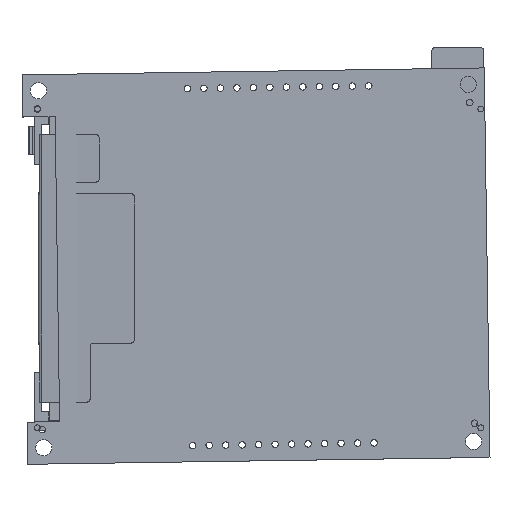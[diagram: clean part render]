
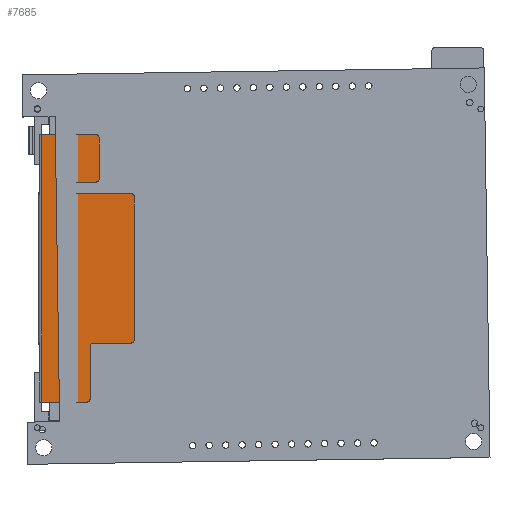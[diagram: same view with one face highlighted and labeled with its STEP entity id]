
A CAD part, top view. The second image highlights one B-rep face of the part: STEP entity #7685.
In plain terms, the highlighted planar face has unit normal (-0.052, 0, 0.999).
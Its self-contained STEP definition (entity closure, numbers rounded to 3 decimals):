
#6931=DIRECTION('',(0.999,0.,0.052));
#6932=VECTOR('',#6931,6.941);
#6933=CARTESIAN_POINT('',(-33.481,-20.6,0.704));
#6934=LINE('',#6933,#6932);
#7021=DIRECTION('',(0.999,0.,0.052));
#7022=VECTOR('',#7021,8.343);
#7023=CARTESIAN_POINT('',(-33.481,20.6,0.704));
#7024=LINE('',#7023,#7022);
#7052=CARTESIAN_POINT('',(-29.15,12.8,0.931));
#7053=CARTESIAN_POINT('',(-29.15,12.967,0.931));
#7054=CARTESIAN_POINT('',(-29.024,13.174,
0.938));
#7055=CARTESIAN_POINT('',(-28.817,13.3,0.949));
#7056=CARTESIAN_POINT('',(-28.65,13.3,0.957));
#7072=CARTESIAN_POINT('',(-28.65,11.5,0.957));
#7073=CARTESIAN_POINT('',(-28.817,11.5,0.949));
#7074=CARTESIAN_POINT('',(-29.024,11.626,
0.938));
#7075=CARTESIAN_POINT('',(-29.15,11.833,0.931));
#7076=CARTESIAN_POINT('',(-29.15,12.,0.931));
#7086=CARTESIAN_POINT('',(-26.55,-20.6,1.067));
#7087=CARTESIAN_POINT('',(-26.383,-20.6,1.076));
#7088=CARTESIAN_POINT('',(-26.176,-20.474,
1.087));
#7089=CARTESIAN_POINT('',(-26.05,-20.267,1.094));
#7090=CARTESIAN_POINT('',(-26.05,-20.1,1.094));
#7092=DIRECTION('',(0.,-1.,0.));
#7093=VECTOR('',#7092,41.2);
#7094=CARTESIAN_POINT('',(-33.481,20.6,0.704));
#7095=LINE('',#7094,#7093);
#7096=CARTESIAN_POINT('',(-24.65,20.1,1.167));
#7097=CARTESIAN_POINT('',(-24.65,20.267,1.167));
#7098=CARTESIAN_POINT('',(-24.776,20.474,1.16));
#7099=CARTESIAN_POINT('',(-24.983,20.6,1.15));
#7100=CARTESIAN_POINT('',(-25.15,20.6,1.141));
#7102=DIRECTION('',(0.,-1.,0.));
#7103=VECTOR('',#7102,6.3);
#7104=CARTESIAN_POINT('',(-24.65,20.1,1.167));
#7105=LINE('',#7104,#7103);
#7106=CARTESIAN_POINT('',(-25.15,13.3,1.141));
#7107=CARTESIAN_POINT('',(-24.983,13.3,1.15));
#7108=CARTESIAN_POINT('',(-24.776,13.426,1.16));
#7109=CARTESIAN_POINT('',(-24.65,13.633,1.167));
#7110=CARTESIAN_POINT('',(-24.65,13.8,1.167));
#7112=DIRECTION('',(0.999,0.,0.052));
#7113=VECTOR('',#7112,3.505);
#7114=CARTESIAN_POINT('',(-28.65,13.3,0.957));
#7115=LINE('',#7114,#7113);
#7116=DIRECTION('',(0.,1.,0.));
#7117=VECTOR('',#7116,0.8);
#7118=CARTESIAN_POINT('',(-29.15,12.,0.931));
#7119=LINE('',#7118,#7117);
#7120=DIRECTION('',(-0.999,0.,-0.052));
#7121=VECTOR('',#7120,8.912);
#7122=CARTESIAN_POINT('',(-19.75,11.5,1.424));
#7123=LINE('',#7122,#7121);
#7124=CARTESIAN_POINT('',(-19.25,11.,1.45));
#7125=CARTESIAN_POINT('',(-19.25,11.167,1.45));
#7126=CARTESIAN_POINT('',(-19.376,11.374,1.443));
#7127=CARTESIAN_POINT('',(-19.583,11.5,1.433));
#7128=CARTESIAN_POINT('',(-19.75,11.5,1.424));
#7130=CARTESIAN_POINT('',(-19.75,-11.5,1.424));
#7131=CARTESIAN_POINT('',(-19.583,-11.5,1.433));
#7132=CARTESIAN_POINT('',(-19.376,-11.374,
1.443));
#7133=CARTESIAN_POINT('',(-19.25,-11.167,1.45));
#7134=CARTESIAN_POINT('',(-19.25,-11.,1.45));
#7136=DIRECTION('',(-0.999,0.,-0.052));
#7137=VECTOR('',#7136,5.808);
#7138=CARTESIAN_POINT('',(-19.75,-11.5,1.424));
#7139=LINE('',#7138,#7137);
#7140=DIRECTION('',(0.,1.,0.));
#7141=VECTOR('',#7140,8.1);
#7142=CARTESIAN_POINT('',(-26.05,-20.1,1.094));
#7143=LINE('',#7142,#7141);
#7158=CARTESIAN_POINT('',(-26.05,-12.,1.094));
#7159=CARTESIAN_POINT('',(-26.05,-11.833,1.094));
#7160=CARTESIAN_POINT('',(-25.924,-11.626,
1.1));
#7161=CARTESIAN_POINT('',(-25.717,-11.5,1.111));
#7162=CARTESIAN_POINT('',(-25.55,-11.5,1.12));
#7176=DIRECTION('',(0.,1.,0.));
#7177=VECTOR('',#7176,22.);
#7178=CARTESIAN_POINT('',(-19.25,-11.,1.45));
#7179=LINE('',#7178,#7177);
#7342=CARTESIAN_POINT('',(-33.481,20.6,0.704));
#7343=CARTESIAN_POINT('',(-33.481,-20.6,0.704));
#7344=VERTEX_POINT('',#7342);
#7345=VERTEX_POINT('',#7343);
#7347=CARTESIAN_POINT('',(-25.55,-11.5,1.12));
#7349=VERTEX_POINT('',#7347);
#7351=CARTESIAN_POINT('',(-26.05,-12.,1.094));
#7353=VERTEX_POINT('',#7351);
#7355=CARTESIAN_POINT('',(-28.65,13.3,0.957));
#7357=VERTEX_POINT('',#7355);
#7359=CARTESIAN_POINT('',(-29.15,12.8,0.931));
#7361=VERTEX_POINT('',#7359);
#7363=CARTESIAN_POINT('',(-29.15,12.,0.931));
#7365=VERTEX_POINT('',#7363);
#7367=CARTESIAN_POINT('',(-28.65,11.5,0.957));
#7369=VERTEX_POINT('',#7367);
#7370=VERTEX_POINT('',#7086);
#7371=VERTEX_POINT('',#7090);
#7377=CARTESIAN_POINT('',(-19.75,-11.5,1.424));
#7378=VERTEX_POINT('',#7377);
#7379=VERTEX_POINT('',#7134);
#7380=VERTEX_POINT('',#7124);
#7381=VERTEX_POINT('',#7128);
#7387=CARTESIAN_POINT('',(-24.65,20.1,1.167));
#7388=VERTEX_POINT('',#7387);
#7389=VERTEX_POINT('',#7100);
#7392=CARTESIAN_POINT('',(-25.15,13.3,1.141));
#7393=VERTEX_POINT('',#7392);
#7394=VERTEX_POINT('',#7110);
#7653=CARTESIAN_POINT('',(-34.05,-20.6,0.674));
#7654=DIRECTION('',(-0.052,0.,0.999));
#7655=DIRECTION('',(0.999,0.,0.052));
#7656=AXIS2_PLACEMENT_3D('',#7653,#7654,#7655);
#7657=PLANE('',#7656);
#7659=ORIENTED_EDGE('',*,*,#7658,.F.);
#7660=ORIENTED_EDGE('',*,*,#7454,.F.);
#7662=ORIENTED_EDGE('',*,*,#7661,.F.);
#7663=ORIENTED_EDGE('',*,*,#7520,.T.);
#7664=ORIENTED_EDGE('',*,*,#7535,.F.);
#7665=ORIENTED_EDGE('',*,*,#7550,.T.);
#7666=ORIENTED_EDGE('',*,*,#7563,.F.);
#7667=ORIENTED_EDGE('',*,*,#7578,.F.);
#7668=ORIENTED_EDGE('',*,*,#7592,.F.);
#7669=ORIENTED_EDGE('',*,*,#7606,.F.);
#7670=ORIENTED_EDGE('',*,*,#7620,.F.);
#7671=ORIENTED_EDGE('',*,*,#7632,.F.);
#7672=ORIENTED_EDGE('',*,*,#7644,.F.);
#7674=ORIENTED_EDGE('',*,*,#7673,.F.);
#7676=ORIENTED_EDGE('',*,*,#7675,.F.);
#7678=ORIENTED_EDGE('',*,*,#7677,.T.);
#7680=ORIENTED_EDGE('',*,*,#7679,.F.);
#7682=ORIENTED_EDGE('',*,*,#7681,.F.);
#7683=EDGE_LOOP('',(#7659,#7660,#7662,#7663,#7664,#7665,#7666,#7667,#7668,#7669,
#7670,#7671,#7672,#7674,#7676,#7678,#7680,#7682));
#7684=FACE_OUTER_BOUND('',#7683,.F.);
#7057=B_SPLINE_CURVE_WITH_KNOTS('',3,(#7052,#7053,#7054,#7055,#7056),
.UNSPECIFIED.,.F.,.F.,(4,1,4),(0.,0.5,1.),.UNSPECIFIED.);
#7077=B_SPLINE_CURVE_WITH_KNOTS('',3,(#7072,#7073,#7074,#7075,#7076),
.UNSPECIFIED.,.F.,.F.,(4,1,4),(0.,0.5,1.),.UNSPECIFIED.);
#7091=B_SPLINE_CURVE_WITH_KNOTS('',3,(#7086,#7087,#7088,#7089,#7090),
.UNSPECIFIED.,.F.,.F.,(4,1,4),(0.,0.5,1.),.UNSPECIFIED.);
#7101=B_SPLINE_CURVE_WITH_KNOTS('',3,(#7096,#7097,#7098,#7099,#7100),
.UNSPECIFIED.,.F.,.F.,(4,1,4),(0.,0.5,1.),.UNSPECIFIED.);
#7111=B_SPLINE_CURVE_WITH_KNOTS('',3,(#7106,#7107,#7108,#7109,#7110),
.UNSPECIFIED.,.F.,.F.,(4,1,4),(0.,0.5,1.),.UNSPECIFIED.);
#7129=B_SPLINE_CURVE_WITH_KNOTS('',3,(#7124,#7125,#7126,#7127,#7128),
.UNSPECIFIED.,.F.,.F.,(4,1,4),(0.,0.5,1.),.UNSPECIFIED.);
#7135=B_SPLINE_CURVE_WITH_KNOTS('',3,(#7130,#7131,#7132,#7133,#7134),
.UNSPECIFIED.,.F.,.F.,(4,1,4),(0.,0.5,1.),.UNSPECIFIED.);
#7163=B_SPLINE_CURVE_WITH_KNOTS('',3,(#7158,#7159,#7160,#7161,#7162),
.UNSPECIFIED.,.F.,.F.,(4,1,4),(0.,0.5,1.),.UNSPECIFIED.);
#7454=EDGE_CURVE('',#7345,#7370,#6934,.T.);
#7520=EDGE_CURVE('',#7344,#7389,#7024,.T.);
#7535=EDGE_CURVE('',#7388,#7389,#7101,.T.);
#7550=EDGE_CURVE('',#7388,#7394,#7105,.T.);
#7563=EDGE_CURVE('',#7393,#7394,#7111,.T.);
#7578=EDGE_CURVE('',#7357,#7393,#7115,.T.);
#7592=EDGE_CURVE('',#7361,#7357,#7057,.T.);
#7606=EDGE_CURVE('',#7365,#7361,#7119,.T.);
#7620=EDGE_CURVE('',#7369,#7365,#7077,.T.);
#7632=EDGE_CURVE('',#7381,#7369,#7123,.T.);
#7644=EDGE_CURVE('',#7380,#7381,#7129,.T.);
#7658=EDGE_CURVE('',#7370,#7371,#7091,.T.);
#7661=EDGE_CURVE('',#7344,#7345,#7095,.T.);
#7673=EDGE_CURVE('',#7379,#7380,#7179,.T.);
#7675=EDGE_CURVE('',#7378,#7379,#7135,.T.);
#7677=EDGE_CURVE('',#7378,#7349,#7139,.T.);
#7679=EDGE_CURVE('',#7353,#7349,#7163,.T.);
#7681=EDGE_CURVE('',#7371,#7353,#7143,.T.);
#7685=ADVANCED_FACE('',(#7684),#7657,.T.);
